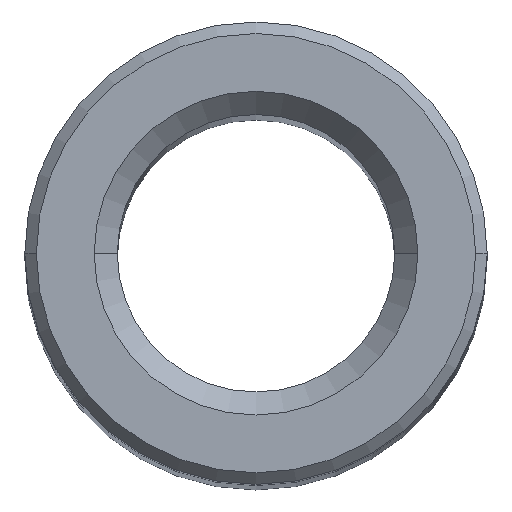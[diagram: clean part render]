
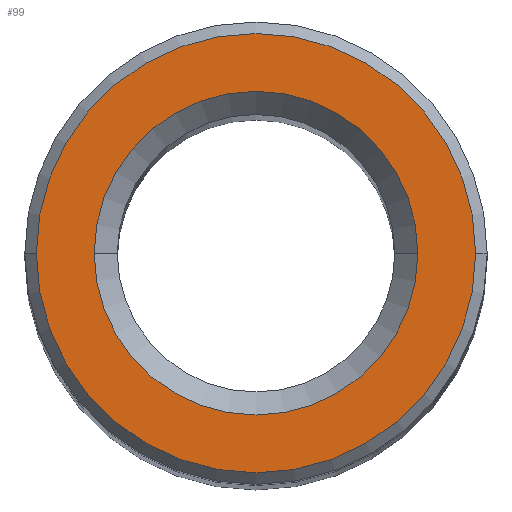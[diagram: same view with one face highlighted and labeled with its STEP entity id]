
A CAD part, top view. The second image highlights one B-rep face of the part: STEP entity #99.
In plain terms, the highlighted planar face has unit normal (0, 0, 1).
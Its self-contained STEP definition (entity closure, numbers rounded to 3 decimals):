
#9 = VERTEX_POINT ( 'NONE', #204 ) ;
#10 = VERTEX_POINT ( 'NONE', #281 ) ;
#20 = EDGE_LOOP ( 'NONE', ( #671, #70 ) ) ;
#26 = EDGE_CURVE ( 'NONE', #9, #10, #372, .T. ) ;
#33 = EDGE_CURVE ( 'NONE', #10, #9, #455, .T. ) ;
#63 = ORIENTED_EDGE ( 'NONE', *, *, #89, .T. ) ;
#70 = ORIENTED_EDGE ( 'NONE', *, *, #26, .T. ) ;
#73 = VERTEX_POINT ( 'NONE', #353 ) ;
#76 = EDGE_CURVE ( 'NONE', #661, #73, #406, .T. ) ;
#89 = EDGE_CURVE ( 'NONE', #73, #661, #585, .T. ) ;
#99 = ADVANCED_FACE ( 'NONE', ( #193, #194 ), #195, .T. ) ;
#193 = FACE_BOUND ( 'NONE', #419, .T. ) ;
#194 = FACE_OUTER_BOUND ( 'NONE', #20, .T. ) ;
#195 = PLANE ( 'NONE',  #196 ) ;
#196 = AXIS2_PLACEMENT_3D ( 'NONE', #197, #198, #199 ) ;
#197 = CARTESIAN_POINT ( 'NONE',  ( 0., 0., 0. ) ) ;
#198 = DIRECTION ( 'NONE',  ( 0., 0., 1. ) ) ;
#199 = DIRECTION ( 'NONE',  ( 1., 0., 0. ) ) ;
#204 = CARTESIAN_POINT ( 'NONE',  ( 9.5, 0., 0. ) ) ;
#281 = CARTESIAN_POINT ( 'NONE',  ( -9.5, 0., 0. ) ) ;
#353 = CARTESIAN_POINT ( 'NONE',  ( 7., 0., 0. ) ) ;
#372 = CIRCLE ( 'NONE', #373, 9.5 ) ;
#373 = AXIS2_PLACEMENT_3D ( 'NONE', #374, #375, #376 ) ;
#374 = CARTESIAN_POINT ( 'NONE',  ( 0., 0., 0. ) ) ;
#375 = DIRECTION ( 'NONE',  ( 0., 0., 1. ) ) ;
#376 = DIRECTION ( 'NONE',  ( 1., 0., 0. ) ) ;
#406 = CIRCLE ( 'NONE', #407, 7. ) ;
#407 = AXIS2_PLACEMENT_3D ( 'NONE', #408, #409, #410 ) ;
#408 = CARTESIAN_POINT ( 'NONE',  ( 0., 0., 0. ) ) ;
#409 = DIRECTION ( 'NONE',  ( 0., 0., -1. ) ) ;
#410 = DIRECTION ( 'NONE',  ( 1., 0., 0. ) ) ;
#419 = EDGE_LOOP ( 'NONE', ( #63, #471 ) ) ;
#455 = CIRCLE ( 'NONE', #456, 9.5 ) ;
#456 = AXIS2_PLACEMENT_3D ( 'NONE', #457, #458, #459 ) ;
#457 = CARTESIAN_POINT ( 'NONE',  ( 0., 0., 0. ) ) ;
#458 = DIRECTION ( 'NONE',  ( 0., 0., 1. ) ) ;
#459 = DIRECTION ( 'NONE',  ( 1., 0., 0. ) ) ;
#471 = ORIENTED_EDGE ( 'NONE', *, *, #76, .T. ) ;
#495 = CARTESIAN_POINT ( 'NONE',  ( -7., 0., 0. ) ) ;
#585 = CIRCLE ( 'NONE', #586, 7. ) ;
#586 = AXIS2_PLACEMENT_3D ( 'NONE', #587, #588, #589 ) ;
#587 = CARTESIAN_POINT ( 'NONE',  ( 0., 0., 0. ) ) ;
#588 = DIRECTION ( 'NONE',  ( 0., 0., -1. ) ) ;
#589 = DIRECTION ( 'NONE',  ( 1., 0., 0. ) ) ;
#661 = VERTEX_POINT ( 'NONE', #495 ) ;
#671 = ORIENTED_EDGE ( 'NONE', *, *, #33, .T. ) ;
